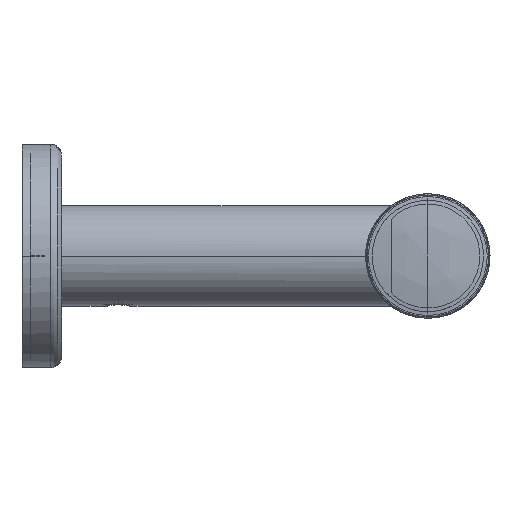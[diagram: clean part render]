
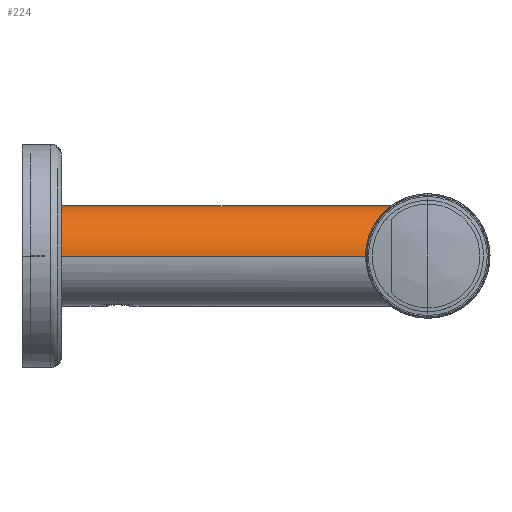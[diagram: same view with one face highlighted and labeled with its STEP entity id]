
A CAD part, left-side view. The second image highlights one B-rep face of the part: STEP entity #224.
In plain terms, the highlighted cylindrical face has radius 8.9 mm (diameter 17.8 mm), a partial arc.
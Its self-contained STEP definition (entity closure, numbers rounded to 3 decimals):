
#224=ADVANCED_FACE('',(#360),#2294,.T.);
#360=FACE_OUTER_BOUND('',#505,.T.);
#505=EDGE_LOOP('',(#824,#825,#826,#827));
#824=ORIENTED_EDGE('',*,*,#1399,.F.);
#825=ORIENTED_EDGE('',*,*,#1402,.T.);
#826=ORIENTED_EDGE('',*,*,#1397,.F.);
#827=ORIENTED_EDGE('',*,*,#1401,.T.);
#1397=EDGE_CURVE('',#2046,#2040,#1885,.T.);
#1399=EDGE_CURVE('',#2041,#2047,#1887,.T.);
#1401=EDGE_CURVE('',#2046,#2047,#1888,.T.);
#1402=EDGE_CURVE('',#2041,#2040,#1693,.T.);
#1693=(
BOUNDED_CURVE()
B_SPLINE_CURVE(2,(#3911,#3912,#3913,#3914,#3915),.UNSPECIFIED.,.F.,.F.)
B_SPLINE_CURVE_WITH_KNOTS((3,2,3),(-27.96,-13.98,
0.),.UNSPECIFIED.)
CURVE()
GEOMETRIC_REPRESENTATION_ITEM()
RATIONAL_B_SPLINE_CURVE((1.,0.707,1.,0.707,1.))
REPRESENTATION_ITEM('')
);
#1885=B_SPLINE_CURVE_WITH_KNOTS('',1,(#3814,#3815),.UNSPECIFIED.,.F.,.F.,
(2,2),(-54.,0.),.UNSPECIFIED.);
#1887=B_SPLINE_CURVE_WITH_KNOTS('',1,(#3860,#3861),.UNSPECIFIED.,.F.,.F.,
(2,2),(-54.,0.),.UNSPECIFIED.);
#1888=B_SPLINE_CURVE_WITH_KNOTS('',3,(#3867,#3868,#3869,#3870,#3871,#3872,
#3873,#3874,#3875,#3876,#3877,#3878,#3879,#3880,#3881,#3882,#3883,#3884,
#3885,#3886,#3887,#3888,#3889,#3890,#3891,#3892,#3893,#3894,#3895,#3896,
#3897,#3898,#3899,#3900,#3901,#3902,#3903,#3904,#3905,#3906,#3907,#3908,
#3909,#3910),.UNSPECIFIED.,.F.,.F.,(4,1,1,1,1,1,1,1,1,1,1,1,1,1,1,1,1,1,
1,1,1,1,1,1,1,1,1,1,1,1,1,1,1,1,1,1,1,1,1,1,1,4),(-29.847,-29.119,
-28.391,-27.663,-26.935,-26.207,
-25.479,-24.751,-24.023,-23.295,
-22.567,-21.839,-21.111,-20.383,
-19.655,-18.927,-18.199,-17.471,
-16.743,-16.015,-15.287,-14.559,
-13.831,-13.103,-12.375,-11.647,
-10.919,-10.191,-9.464,-8.736,
-8.008,-7.28,-6.552,-5.824,
-5.096,-4.368,-3.64,-2.912,
-2.184,-1.456,-0.728,0.),
 .UNSPECIFIED.);
#2040=VERTEX_POINT('',#3790);
#2041=VERTEX_POINT('',#3791);
#2046=VERTEX_POINT('',#3796);
#2047=VERTEX_POINT('',#3797);
#2294=CYLINDRICAL_SURFACE('',#2628,8.9);
#2628=AXIS2_PLACEMENT_3D('',#3710,#2774,$);
#2774=DIRECTION('',(1.,0.,0.));
#3710=CARTESIAN_POINT('',(0.001,0.,0.));
#3790=CARTESIAN_POINT('',(-29.35,0.,8.9));
#3791=CARTESIAN_POINT('',(-29.35,0.,-8.9));
#3796=CARTESIAN_POINT('',(24.65,0.,8.9));
#3797=CARTESIAN_POINT('',(24.65,0.,-8.9));
#3814=CARTESIAN_POINT('',(24.65,0.,8.9));
#3815=CARTESIAN_POINT('',(-29.35,0.,8.9));
#3860=CARTESIAN_POINT('',(-29.35,0.,-8.9));
#3861=CARTESIAN_POINT('',(24.65,0.,-8.9));
#3867=CARTESIAN_POINT('',(24.65,0.,8.9));
#3868=CARTESIAN_POINT('',(24.65,0.212,8.9));
#3869=CARTESIAN_POINT('',(24.663,0.637,8.885));
#3870=CARTESIAN_POINT('',(24.719,1.275,8.816));
#3871=CARTESIAN_POINT('',(24.815,1.914,8.7));
#3872=CARTESIAN_POINT('',(24.95,2.554,8.534));
#3873=CARTESIAN_POINT('',(25.126,3.192,8.317));
#3874=CARTESIAN_POINT('',(25.345,3.829,8.045));
#3875=CARTESIAN_POINT('',(25.608,4.459,7.714));
#3876=CARTESIAN_POINT('',(25.915,5.082,7.319));
#3877=CARTESIAN_POINT('',(26.265,5.689,6.859));
#3878=CARTESIAN_POINT('',(26.655,6.273,6.33));
#3879=CARTESIAN_POINT('',(27.074,6.821,5.736));
#3880=CARTESIAN_POINT('',(27.507,7.318,5.087));
#3881=CARTESIAN_POINT('',(27.929,7.748,4.403));
#3882=CARTESIAN_POINT('',(28.312,8.099,3.716));
#3883=CARTESIAN_POINT('',(28.636,8.37,3.05));
#3884=CARTESIAN_POINT('',(28.892,8.571,2.425));
#3885=CARTESIAN_POINT('',(29.085,8.714,1.841));
#3886=CARTESIAN_POINT('',(29.222,8.812,1.288));
#3887=CARTESIAN_POINT('',(29.31,8.872,0.763));
#3888=CARTESIAN_POINT('',(29.352,8.901,0.249));
#3889=CARTESIAN_POINT('',(29.352,8.901,-0.259));
#3890=CARTESIAN_POINT('',(29.308,8.871,-0.774));
#3891=CARTESIAN_POINT('',(29.219,8.809,-1.305));
#3892=CARTESIAN_POINT('',(29.081,8.711,-1.856));
#3893=CARTESIAN_POINT('',(28.886,8.566,-2.442));
#3894=CARTESIAN_POINT('',(28.629,8.365,-3.066));
#3895=CARTESIAN_POINT('',(28.305,8.093,-3.728));
#3896=CARTESIAN_POINT('',(27.926,7.745,-4.409));
#3897=CARTESIAN_POINT('',(27.505,7.315,-5.091));
#3898=CARTESIAN_POINT('',(27.073,6.82,-5.737));
#3899=CARTESIAN_POINT('',(26.654,6.272,-6.332));
#3900=CARTESIAN_POINT('',(26.264,5.688,-6.86));
#3901=CARTESIAN_POINT('',(25.914,5.08,-7.321));
#3902=CARTESIAN_POINT('',(25.607,4.458,-7.714));
#3903=CARTESIAN_POINT('',(25.345,3.826,-8.046));
#3904=CARTESIAN_POINT('',(25.126,3.191,-8.318));
#3905=CARTESIAN_POINT('',(24.95,2.552,-8.535));
#3906=CARTESIAN_POINT('',(24.815,1.914,-8.7));
#3907=CARTESIAN_POINT('',(24.719,1.276,-8.816));
#3908=CARTESIAN_POINT('',(24.663,0.638,-8.885));
#3909=CARTESIAN_POINT('',(24.65,0.212,-8.9));
#3910=CARTESIAN_POINT('',(24.65,0.,-8.9));
#3911=CARTESIAN_POINT('',(-29.35,0.,-8.9));
#3912=CARTESIAN_POINT('',(-29.35,8.9,-8.9));
#3913=CARTESIAN_POINT('',(-29.35,8.9,0.));
#3914=CARTESIAN_POINT('',(-29.35,8.9,8.9));
#3915=CARTESIAN_POINT('',(-29.35,0.,8.9));
